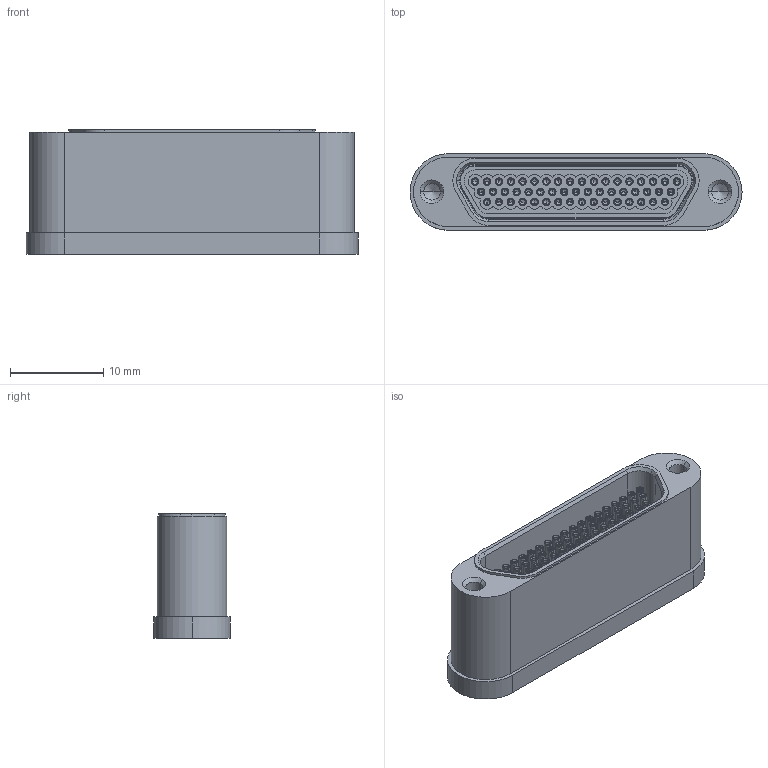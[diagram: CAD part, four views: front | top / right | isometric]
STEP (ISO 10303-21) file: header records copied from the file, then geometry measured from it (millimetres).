
FILE_DESCRIPTION (( 'STEP AP203' ), '1' );
FILE_NAME ('A8978-7-W.STEP', '2013-04-29T11:26:57', ( '' ), ( '' ), 'SwSTEP 2.0', 'SolidWorks 2012', '' );
FILE_SCHEMA (( 'CONFIG_CONTROL_DESIGN' ));
Length unit declared in the file: inch
Products named in the file (1): A8978-7-W
Bounding box: 35.56 x 8.2 x 13.34 mm (x, y, z)
Volume: 1756.7 mm3; surface area: 4593.9 mm2
Topology: 104 solids, 104 shells, 2014 faces, 4812 edges, 2858 vertices
Faces by surface type: cylinder 1079, bspline 357, cone 346, plane 232
Entity records: 64437 total; most frequent: CARTESIAN_POINT 16868, DIRECTION 10713, ORIENTED_EDGE 9506, EDGE_CURVE 4753, AXIS2_PLACEMENT_3D 4506, VERTEX_POINT 2909, CIRCLE 2848, EDGE_LOOP 2384
